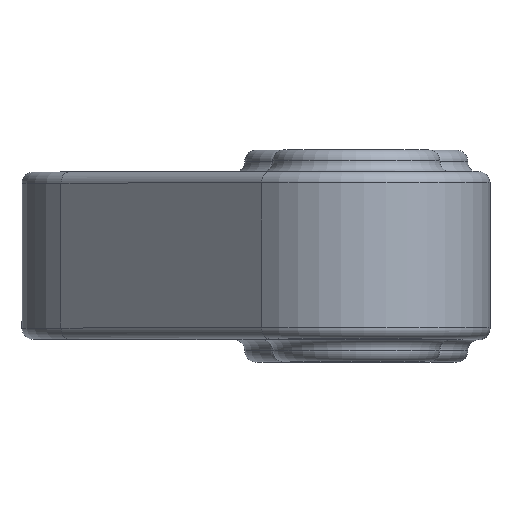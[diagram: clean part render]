
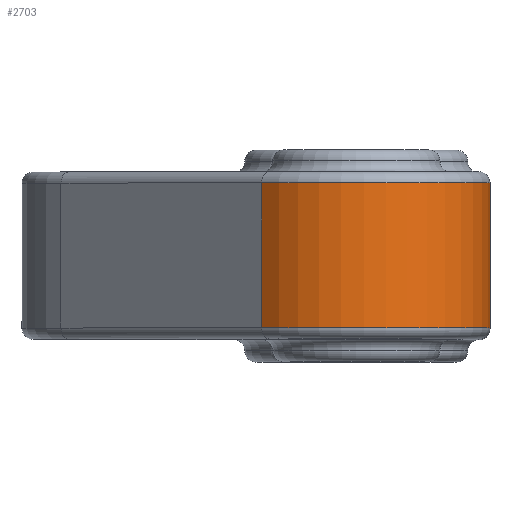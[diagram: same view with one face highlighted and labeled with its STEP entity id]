
A CAD part, top view. The second image highlights one B-rep face of the part: STEP entity #2703.
In plain terms, the highlighted cylindrical face has radius 6 mm (diameter 12 mm), a partial arc.
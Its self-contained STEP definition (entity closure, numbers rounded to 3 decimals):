
#758=CARTESIAN_POINT('',(0.,3.25,9.));
#759=DIRECTION('',(0.,1.,0.));
#760=DIRECTION('',(-0.707,0.,0.707));
#761=AXIS2_PLACEMENT_3D('',#758,#759,#760);
#811=DIRECTION('',(0.,1.,0.));
#812=VECTOR('',#811,6.5);
#813=CARTESIAN_POINT('',(6.,-3.25,9.));
#814=LINE('',#813,#812);
#1048=DIRECTION('',(0.,1.,0.));
#1049=VECTOR('',#1048,6.5);
#1050=CARTESIAN_POINT('',(-4.243,-3.25,13.243));
#1051=LINE('',#1050,#1049);
#1063=CARTESIAN_POINT('',(0.,-3.25,9.));
#1064=DIRECTION('',(0.,-1.,0.));
#1065=DIRECTION('',(1.,0.,0.));
#1066=AXIS2_PLACEMENT_3D('',#1063,#1064,#1065);
#1810=CARTESIAN_POINT('',(-4.243,3.25,13.243));
#1811=VERTEX_POINT('',#1810);
#1814=CARTESIAN_POINT('',(6.,3.25,9.));
#1815=VERTEX_POINT('',#1814);
#1839=CARTESIAN_POINT('',(6.,-3.25,9.));
#1841=VERTEX_POINT('',#1839);
#1846=CARTESIAN_POINT('',(-4.243,-3.25,13.243));
#1847=VERTEX_POINT('',#1846);
#2691=CARTESIAN_POINT('',(0.,-3.75,9.));
#2692=DIRECTION('',(0.,1.,0.));
#2693=DIRECTION('',(1.,0.,0.));
#2694=AXIS2_PLACEMENT_3D('',#2691,#2692,#2693);
#2695=CYLINDRICAL_SURFACE('',#2694,6.);
#2696=ORIENTED_EDGE('',*,*,#2427,.T.);
#2697=ORIENTED_EDGE('',*,*,#2458,.F.);
#2699=ORIENTED_EDGE('',*,*,#2698,.T.);
#2700=ORIENTED_EDGE('',*,*,#2683,.T.);
#2701=EDGE_LOOP('',(#2696,#2697,#2699,#2700));
#2702=FACE_OUTER_BOUND('',#2701,.F.);
#762=CIRCLE('',#761,6.);
#1067=CIRCLE('',#1066,6.);
#2427=EDGE_CURVE('',#1811,#1815,#762,.T.);
#2458=EDGE_CURVE('',#1841,#1815,#814,.T.);
#2683=EDGE_CURVE('',#1847,#1811,#1051,.T.);
#2698=EDGE_CURVE('',#1841,#1847,#1067,.T.);
#2703=ADVANCED_FACE('',(#2702),#2695,.T.);
